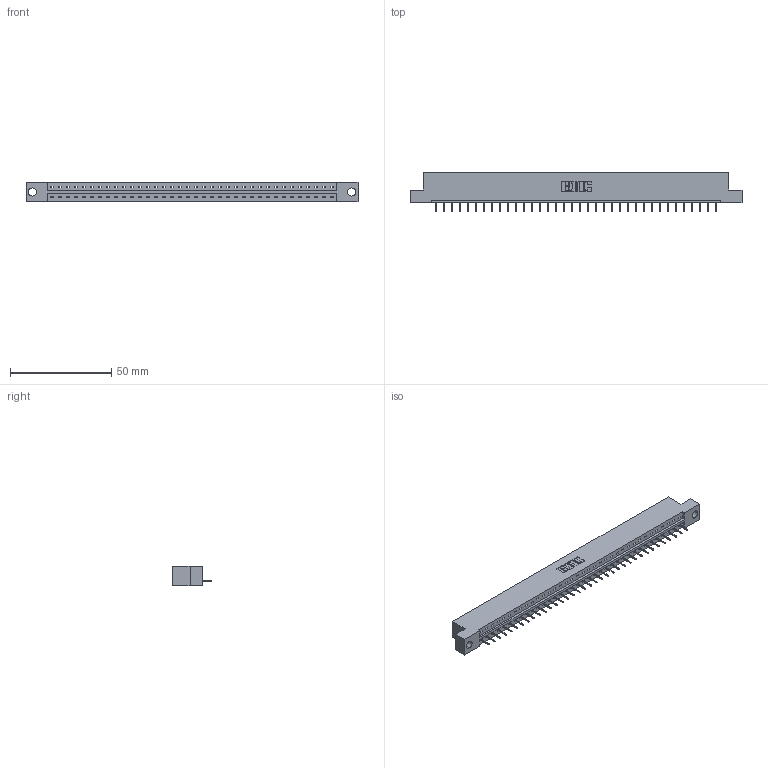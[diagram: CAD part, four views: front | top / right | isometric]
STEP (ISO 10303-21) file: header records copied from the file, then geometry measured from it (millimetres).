
FILE_DESCRIPTION (( 'STEP AP203' ), '1' );
FILE_NAME ('333-036-524-104.STEP', '2018-08-03T00:42:21', ( '' ), ( '' ), 'SwSTEP 2.0', 'SolidWorks 2016', '' );
FILE_SCHEMA (( 'CONFIG_CONTROL_DESIGN' ));
Length unit declared in the file: inch
Products named in the file (3): 333 Part_Flush - .156 Dia - TH; 345-292-001_345-293-124; 333-036-524-104
Assembly tree (37 placements, depth 2):
  333-036-524-104
    333 Part_Flush - .156 Dia - TH
    345-292-001_345-293-124  x36
Bounding box: 164.19 x 19.69 x 9.4 mm (x, y, z)
Volume: 16240 mm3; surface area: 16838.8 mm2
Topology: 37 solids, 37 shells, 2346 faces, 6791 edges, 4382 vertices
Faces by surface type: plane 1798, cylinder 548
Entity records: 22861 total; most frequent: CARTESIAN_POINT 3950, ORIENTED_EDGE 3922, DIRECTION 3345, EDGE_CURVE 1961, VECTOR 1837, LINE 1837, VERTEX_POINT 1302, AXIS2_PLACEMENT_3D 754
